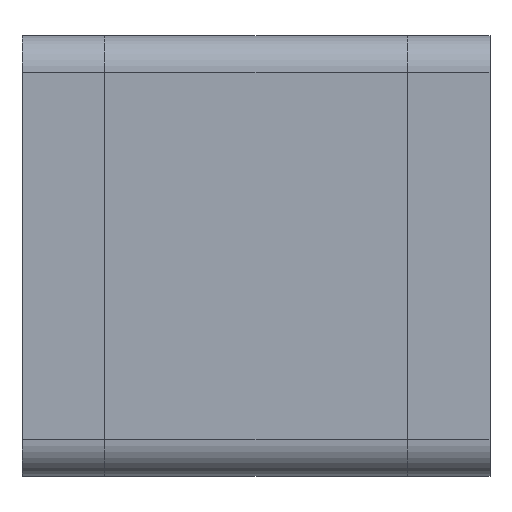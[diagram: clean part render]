
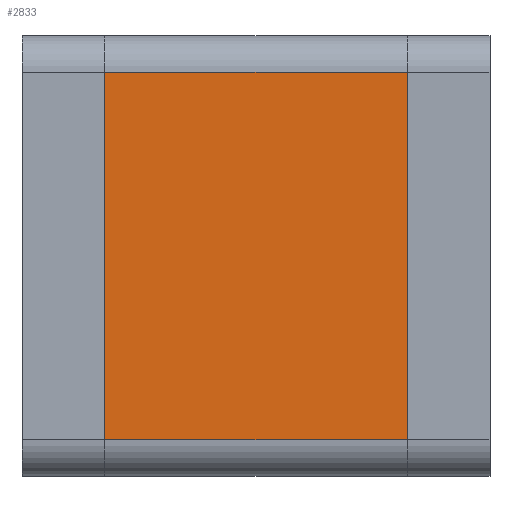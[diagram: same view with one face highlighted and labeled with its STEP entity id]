
A CAD part, front view. The second image highlights one B-rep face of the part: STEP entity #2833.
In plain terms, the highlighted planar face has unit normal (0, -1, 0).
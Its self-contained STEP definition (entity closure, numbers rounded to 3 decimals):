
#128=FACE_OUTER_BOUND('',#279,.T.);
#279=EDGE_LOOP('',(#1870,#1871,#1872,#1873));
#500=LINE('',#4036,#814);
#511=LINE('',#4070,#825);
#512=LINE('',#4074,#826);
#513=LINE('',#4075,#827);
#814=VECTOR('',#3230,10.);
#825=VECTOR('',#3257,22.5);
#826=VECTOR('',#3262,22.5);
#827=VECTOR('',#3263,10.);
#1128=VERTEX_POINT('',#4034);
#1129=VERTEX_POINT('',#4035);
#1144=VERTEX_POINT('',#4069);
#1145=VERTEX_POINT('',#4073);
#1420=EDGE_CURVE('',#1128,#1129,#500,.T.);
#1437=EDGE_CURVE('',#1144,#1128,#511,.T.);
#1439=EDGE_CURVE('',#1129,#1145,#512,.F.);
#1440=EDGE_CURVE('',#1145,#1144,#513,.T.);
#1870=ORIENTED_EDGE('',*,*,#1420,.T.);
#1871=ORIENTED_EDGE('',*,*,#1439,.T.);
#1872=ORIENTED_EDGE('',*,*,#1440,.T.);
#1873=ORIENTED_EDGE('',*,*,#1437,.T.);
#2706=PLANE('',#2991);
#2833=ADVANCED_FACE('',(#128),#2706,.F.);
#2991=AXIS2_PLACEMENT_3D('',#4072,#3260,#3261);
#3230=DIRECTION('',(0.,0.,1.));
#3257=DIRECTION('',(1.,0.,0.));
#3260=DIRECTION('center_axis',(0.,1.,0.));
#3261=DIRECTION('ref_axis',(0.,0.,1.));
#3262=DIRECTION('',(1.,0.,0.));
#3263=DIRECTION('',(0.,0.,-1.));
#4034=CARTESIAN_POINT('',(8.25,0.,-10.));
#4035=CARTESIAN_POINT('',(8.25,0.,10.));
#4036=CARTESIAN_POINT('',(8.25,0.,12.));
#4069=CARTESIAN_POINT('',(-8.25,0.,-10.));
#4070=CARTESIAN_POINT('',(-11.25,0.,-10.));
#4072=CARTESIAN_POINT('Origin',(11.25,0.,12.));
#4073=CARTESIAN_POINT('',(-8.25,0.,10.));
#4074=CARTESIAN_POINT('',(-11.25,0.,10.));
#4075=CARTESIAN_POINT('',(-8.25,0.,12.));
